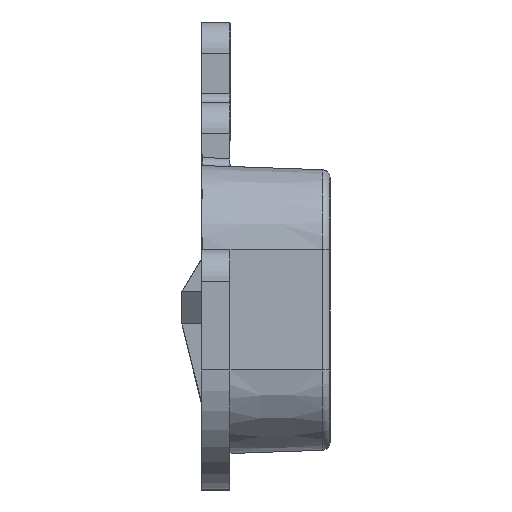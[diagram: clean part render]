
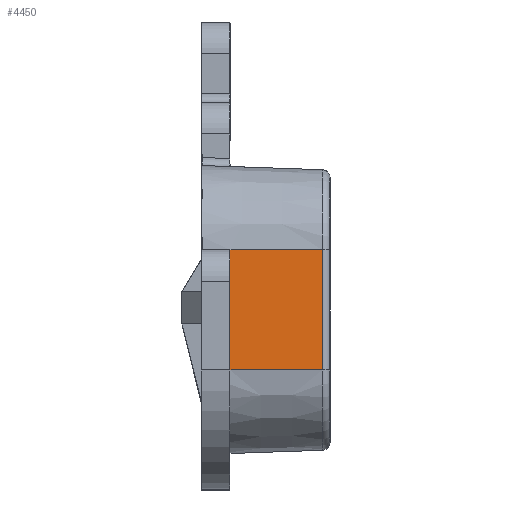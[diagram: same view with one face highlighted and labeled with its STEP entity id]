
A CAD part, left-side view. The second image highlights one B-rep face of the part: STEP entity #4450.
In plain terms, the highlighted planar face has unit normal (-0.999, -0.035, 0).
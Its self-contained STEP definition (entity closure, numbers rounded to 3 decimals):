
#233 = EDGE_LOOP ( 'NONE', ( #4517, #795, #6210, #2975 ) ) ;
#741 = CARTESIAN_POINT ( 'NONE',  ( 140.813, -64.5, -154.725 ) ) ;
#795 = ORIENTED_EDGE ( 'NONE', *, *, #4900, .T. ) ;
#869 = PLANE ( 'NONE',  #9413 ) ;
#925 = LINE ( 'NONE', #741, #3103 ) ;
#2306 = VERTEX_POINT ( 'NONE', #7310 ) ;
#2410 = LINE ( 'NONE', #10684, #7021 ) ;
#2684 = CARTESIAN_POINT ( 'NONE',  ( 140.893, -66.807, -154.725 ) ) ;
#2713 = CARTESIAN_POINT ( 'NONE',  ( 140.856, -65.75, -151.725 ) ) ;
#2975 = ORIENTED_EDGE ( 'NONE', *, *, #5760, .F. ) ;
#3002 = CARTESIAN_POINT ( 'NONE',  ( 140.856, -65.75, -154.725 ) ) ;
#3103 = VECTOR ( 'NONE', #7217, 1000. ) ;
#3654 = CARTESIAN_POINT ( 'NONE',  ( 140.902, -67.05, -154.785 ) ) ;
#3807 = EDGE_CURVE ( 'NONE', #5144, #8468, #4866, .T. ) ;
#4450 = ADVANCED_FACE ( 'NONE', ( #8334 ), #869, .T. ) ;
#4517 = ORIENTED_EDGE ( 'NONE', *, *, #3807, .T. ) ;
#4586 = VECTOR ( 'NONE', #11289, 1000. ) ;
#4866 = LINE ( 'NONE', #3002, #4586 ) ;
#4900 = EDGE_CURVE ( 'NONE', #8468, #2306, #2410, .T. ) ;
#5144 = VERTEX_POINT ( 'NONE', #7353 ) ;
#5511 = DIRECTION ( 'NONE',  ( -0.999, -0.035, 0. ) ) ;
#5760 = EDGE_CURVE ( 'NONE', #5144, #11985, #925, .T. ) ;
#6210 = ORIENTED_EDGE ( 'NONE', *, *, #7097, .T. ) ;
#6542 = VECTOR ( 'NONE', #8240, 1000. ) ;
#7021 = VECTOR ( 'NONE', #9747, 1000. ) ;
#7097 = EDGE_CURVE ( 'NONE', #2306, #11985, #11457, .T. ) ;
#7217 = DIRECTION ( 'NONE',  ( 0., 0., 1. ) ) ;
#7310 = CARTESIAN_POINT ( 'NONE',  ( 140.893, -66.807, -151.725 ) ) ;
#7353 = CARTESIAN_POINT ( 'NONE',  ( 140.813, -64.5, -154.725 ) ) ;
#7574 = CARTESIAN_POINT ( 'NONE',  ( 140.813, -64.5, -151.725 ) ) ;
#8240 = DIRECTION ( 'NONE',  ( -0.035, 0.999, 0. ) ) ;
#8334 = FACE_OUTER_BOUND ( 'NONE', #233, .T. ) ;
#8468 = VERTEX_POINT ( 'NONE', #2684 ) ;
#9413 = AXIS2_PLACEMENT_3D ( 'NONE', #3654, #5511, #11991 ) ;
#9747 = DIRECTION ( 'NONE',  ( 0., 0., 1. ) ) ;
#10684 = CARTESIAN_POINT ( 'NONE',  ( 140.893, -66.807, -154.785 ) ) ;
#11289 = DIRECTION ( 'NONE',  ( 0.035, -0.999, 0. ) ) ;
#11457 = LINE ( 'NONE', #2713, #6542 ) ;
#11985 = VERTEX_POINT ( 'NONE', #7574 ) ;
#11991 = DIRECTION ( 'NONE',  ( 0., 0., 1. ) ) ;
